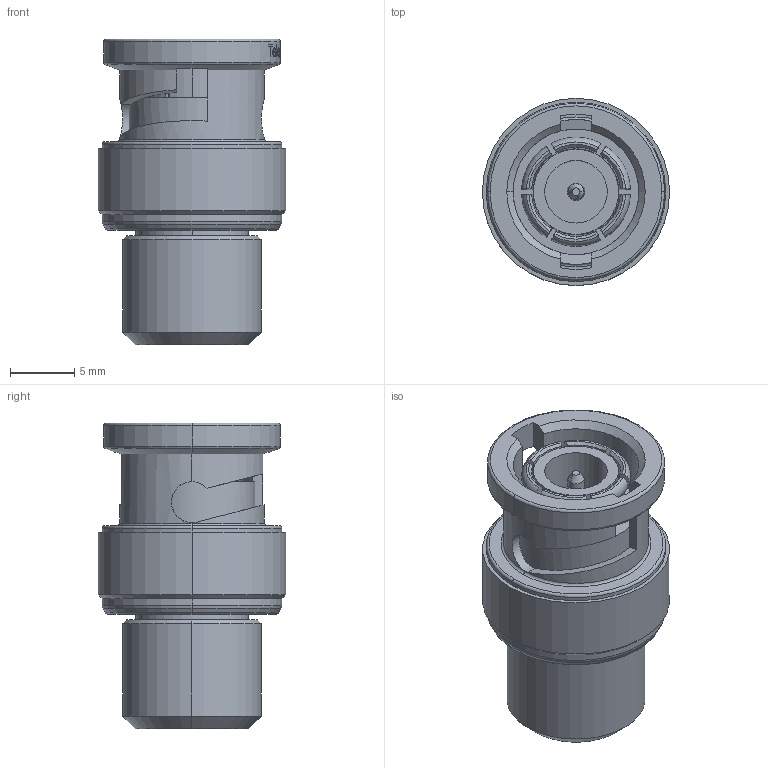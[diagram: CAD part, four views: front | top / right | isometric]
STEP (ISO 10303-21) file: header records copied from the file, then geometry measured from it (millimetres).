
FILE_DESCRIPTION (( 'STEP AP214' ), '1' );
FILE_NAME ('J01006A0020.STEP', '2013-02-04T15:06:30', ( 'Wartung1' ), ( '' ), 'SwSTEP 2.0', 'SolidWorks 2012', '' );
FILE_SCHEMA (( 'AUTOMOTIVE_DESIGN' ));
Length unit declared in the file: millimetre
Products named in the file (1): J01006A0020
Bounding box: 14.6 x 14.6 x 23.85 mm (x, y, z)
Volume: 2484.9 mm3; surface area: 1839.3 mm2
Topology: 1 solids, 1 shells, 287 faces, 738 edges, 480 vertices
Faces by surface type: plane 99, bspline 78, cylinder 64, cone 28, torus 18
Entity records: 14772 total; most frequent: CARTESIAN_POINT 5217, ORIENTED_EDGE 1476, DIRECTION 1104, EDGE_CURVE 738, VERTEX_POINT 480, AXIS2_PLACEMENT_3D 390, LINE 324, VECTOR 324
